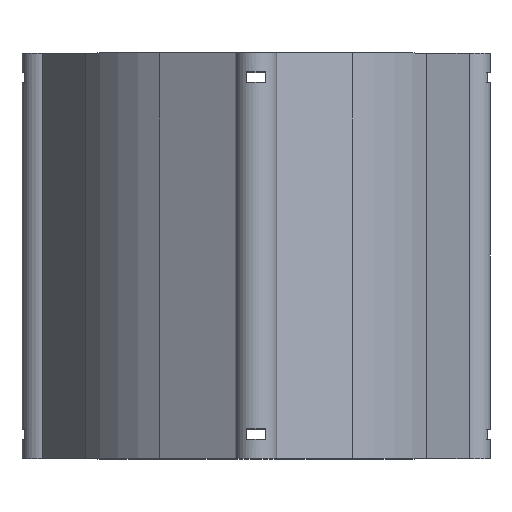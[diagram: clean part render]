
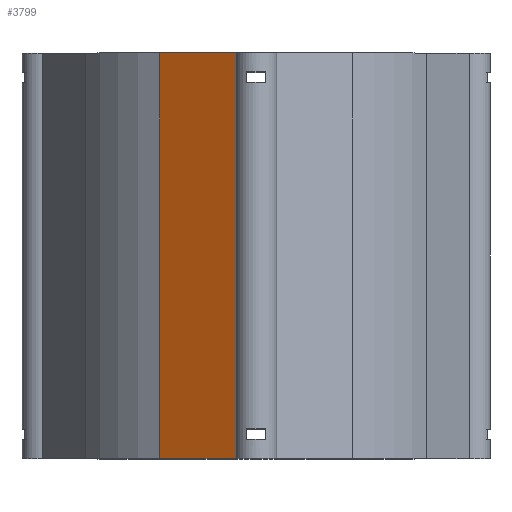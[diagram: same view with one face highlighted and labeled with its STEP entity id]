
A CAD part, top view. The second image highlights one B-rep face of the part: STEP entity #3799.
In plain terms, the highlighted planar face has unit normal (-0.492, 0, 0.871).
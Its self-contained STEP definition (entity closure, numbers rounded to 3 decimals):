
#60=DIRECTION('',(-0.871,0.,-0.492));
#61=VECTOR('',#60,25.02);
#62=CARTESIAN_POINT('',(-6.,112.2,61.5));
#63=LINE('',#62,#61);
#386=DIRECTION('',(-0.871,0.,-0.492));
#387=VECTOR('',#386,25.02);
#388=CARTESIAN_POINT('',(-6.,-4.8,61.5));
#389=LINE('',#388,#387);
#869=DIRECTION('',(0.,1.,0.));
#870=VECTOR('',#869,117.);
#871=CARTESIAN_POINT('',(-27.785,-4.8,49.196));
#872=LINE('',#871,#870);
#1157=DIRECTION('',(0.,1.,0.));
#1158=VECTOR('',#1157,117.);
#1159=CARTESIAN_POINT('',(-6.,-4.8,61.5));
#1160=LINE('',#1159,#1158);
#2274=CARTESIAN_POINT('',(-6.,-4.8,61.5));
#2276=VERTEX_POINT('',#2274);
#2282=CARTESIAN_POINT('',(-6.,112.2,61.5));
#2284=VERTEX_POINT('',#2282);
#2285=CARTESIAN_POINT('',(-27.785,-4.8,49.196));
#2286=CARTESIAN_POINT('',(-27.785,112.2,49.196));
#2287=VERTEX_POINT('',#2285);
#2288=VERTEX_POINT('',#2286);
#3788=CARTESIAN_POINT('',(-6.,-4.8,61.5));
#3789=DIRECTION('',(-0.492,0.,0.871));
#3790=DIRECTION('',(-0.871,0.,-0.492));
#3791=AXIS2_PLACEMENT_3D('',#3788,#3789,#3790);
#3792=PLANE('',#3791);
#3793=ORIENTED_EDGE('',*,*,#3546,.T.);
#3794=ORIENTED_EDGE('',*,*,#2808,.F.);
#3795=ORIENTED_EDGE('',*,*,#3022,.F.);
#3796=ORIENTED_EDGE('',*,*,#3055,.T.);
#3797=EDGE_LOOP('',(#3793,#3794,#3795,#3796));
#3798=FACE_OUTER_BOUND('',#3797,.F.);
#3799=ADVANCED_FACE('',(#3798),#3792,.T.);
#2808=EDGE_CURVE('',#2284,#2288,#63,.T.);
#3022=EDGE_CURVE('',#2276,#2284,#1160,.T.);
#3055=EDGE_CURVE('',#2276,#2287,#389,.T.);
#3546=EDGE_CURVE('',#2287,#2288,#872,.T.);
